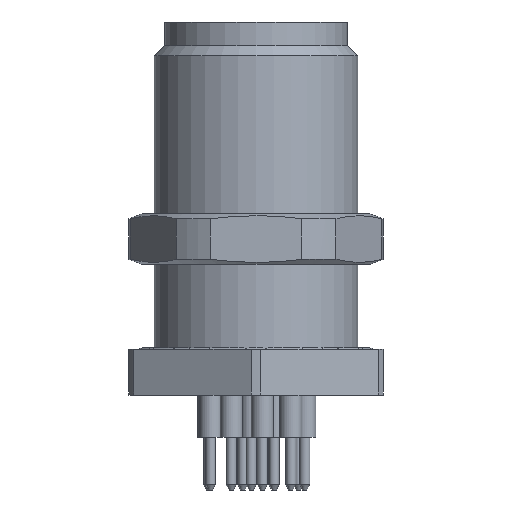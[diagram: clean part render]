
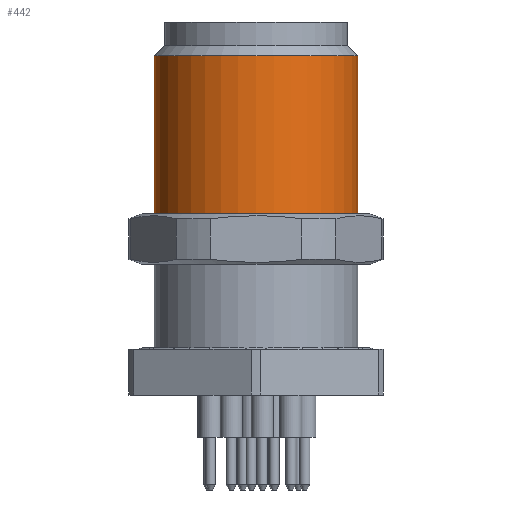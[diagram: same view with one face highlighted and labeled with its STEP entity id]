
A CAD part, front view. The second image highlights one B-rep face of the part: STEP entity #442.
In plain terms, the highlighted cylindrical face has radius 6 mm (diameter 12 mm), a full revolution.
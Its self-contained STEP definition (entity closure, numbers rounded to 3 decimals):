
#204=CYLINDRICAL_SURFACE('',#1725,6.);
#283=FACE_BOUND('',#657,.T.);
#284=FACE_BOUND('',#658,.T.);
#442=ADVANCED_FACE('',(#283,#284),#204,.T.);
#657=EDGE_LOOP('',(#889));
#658=EDGE_LOOP('',(#890));
#889=ORIENTED_EDGE('',*,*,#1403,.F.);
#890=ORIENTED_EDGE('',*,*,#1402,.F.);
#1247=VERTEX_POINT('',#2562);
#1248=VERTEX_POINT('',#2565);
#1402=EDGE_CURVE('',#1247,#1247,#1584,.T.);
#1403=EDGE_CURVE('',#1248,#1248,#1585,.T.);
#1584=CIRCLE('',#1722,6.);
#1585=CIRCLE('',#1724,6.);
#1722=AXIS2_PLACEMENT_3D('',#2561,#2015,#2016);
#1724=AXIS2_PLACEMENT_3D('',#2564,#2019,#2020);
#1725=AXIS2_PLACEMENT_3D('',#2566,#2021,#2022);
#2015=DIRECTION('',(0.,0.,1.));
#2016=DIRECTION('',(-0.866,-0.5,0.));
#2019=DIRECTION('',(0.,0.,-1.));
#2020=DIRECTION('',(0.,1.,0.));
#2021=DIRECTION('',(0.,0.,1.));
#2022=DIRECTION('',(0.866,0.5,0.));
#2561=CARTESIAN_POINT('',(17.425,-4.125,11.8));
#2562=CARTESIAN_POINT('',(12.229,-7.125,11.8));
#2564=CARTESIAN_POINT('',(17.425,-4.125,2.5));
#2565=CARTESIAN_POINT('',(17.425,1.875,2.5));
#2566=CARTESIAN_POINT('',(17.425,-4.125,13.8));
